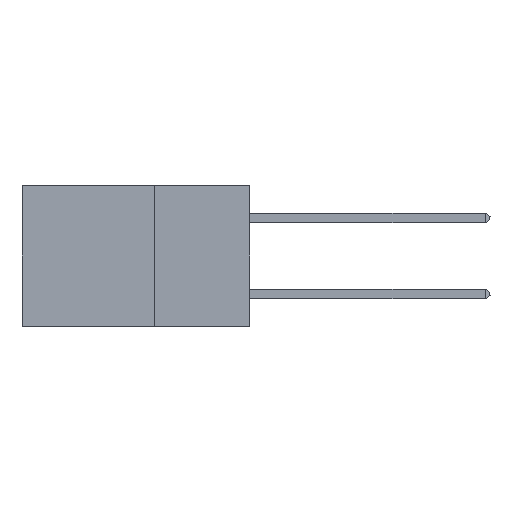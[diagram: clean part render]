
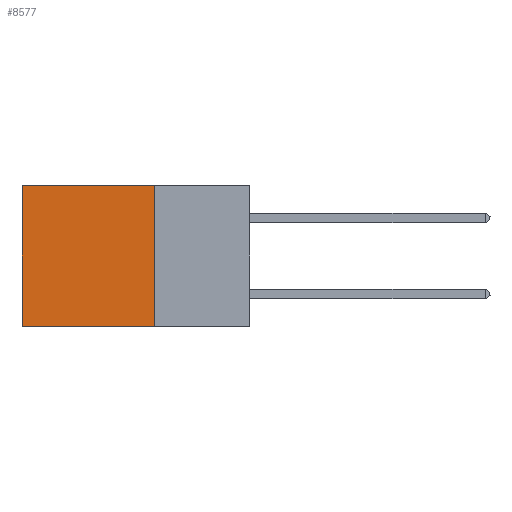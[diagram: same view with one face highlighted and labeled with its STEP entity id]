
A CAD part, left-side view. The second image highlights one B-rep face of the part: STEP entity #8577.
In plain terms, the highlighted planar face has unit normal (-1, 0, 0).
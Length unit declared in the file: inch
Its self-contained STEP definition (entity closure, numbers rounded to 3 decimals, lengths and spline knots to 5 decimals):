
#1066 = AXIS2_PLACEMENT_3D ( 'NONE', #2839, #27451, #20453 ) ;
#1611 = CARTESIAN_POINT ( 'NONE',  ( 0.2875, 0.25, -0.37 ) ) ;
#1627 = ORIENTED_EDGE ( 'NONE', *, *, #9248, .T. ) ;
#2839 = CARTESIAN_POINT ( 'NONE',  ( 0.2875, 0.25, 0. ) ) ;
#6462 = LINE ( 'NONE', #1611, #12671 ) ;
#8577 = ADVANCED_FACE ( 'NONE', ( #39957 ), #27603, .F. ) ;
#9248 = EDGE_CURVE ( 'NONE', #24018, #43033, #34839, .T. ) ;
#12671 = VECTOR ( 'NONE', #37587, 39.37008 ) ;
#14584 = LINE ( 'NONE', #28892, #24770 ) ;
#14851 = ORIENTED_EDGE ( 'NONE', *, *, #30256, .F. ) ;
#14978 = LINE ( 'NONE', #18503, #31304 ) ;
#17100 = CARTESIAN_POINT ( 'NONE',  ( 0.2875, 0.6, 0. ) ) ;
#17408 = DIRECTION ( 'NONE',  ( 0., 0., -1. ) ) ;
#18128 = DIRECTION ( 'NONE',  ( 0., 1., 0. ) ) ;
#18503 = CARTESIAN_POINT ( 'NONE',  ( 0.2875, 0.25, 0. ) ) ;
#19120 = CARTESIAN_POINT ( 'NONE',  ( 0.2875, 0.25, -0.37 ) ) ;
#20453 = DIRECTION ( 'NONE',  ( 0., 0., -1. ) ) ;
#21176 = VERTEX_POINT ( 'NONE', #33406 ) ;
#24018 = VERTEX_POINT ( 'NONE', #27755 ) ;
#24770 = VECTOR ( 'NONE', #18128, 39.37008 ) ;
#24870 = ORIENTED_EDGE ( 'NONE', *, *, #31085, .F. ) ;
#25780 = DIRECTION ( 'NONE',  ( 0., 0., -1. ) ) ;
#26693 = ORIENTED_EDGE ( 'NONE', *, *, #41151, .T. ) ;
#27451 = DIRECTION ( 'NONE',  ( 1., 0., 0. ) ) ;
#27603 = PLANE ( 'NONE',  #1066 ) ;
#27755 = CARTESIAN_POINT ( 'NONE',  ( 0.2875, 0.6, 0. ) ) ;
#28892 = CARTESIAN_POINT ( 'NONE',  ( 0.2875, 0.25, 0. ) ) ;
#30029 = VERTEX_POINT ( 'NONE', #19120 ) ;
#30256 = EDGE_CURVE ( 'NONE', #30029, #43033, #6462, .T. ) ;
#31085 = EDGE_CURVE ( 'NONE', #21176, #30029, #14978, .T. ) ;
#31304 = VECTOR ( 'NONE', #25780, 39.37008 ) ;
#33406 = CARTESIAN_POINT ( 'NONE',  ( 0.2875, 0.25, 0. ) ) ;
#34839 = LINE ( 'NONE', #17100, #37605 ) ;
#37587 = DIRECTION ( 'NONE',  ( 0., 1., 0. ) ) ;
#37605 = VECTOR ( 'NONE', #17408, 39.37008 ) ;
#39839 = CARTESIAN_POINT ( 'NONE',  ( 0.2875, 0.6, -0.37 ) ) ;
#39957 = FACE_OUTER_BOUND ( 'NONE', #41051, .T. ) ;
#41051 = EDGE_LOOP ( 'NONE', ( #1627, #14851, #24870, #26693 ) ) ;
#41151 = EDGE_CURVE ( 'NONE', #21176, #24018, #14584, .T. ) ;
#43033 = VERTEX_POINT ( 'NONE', #39839 ) ;
